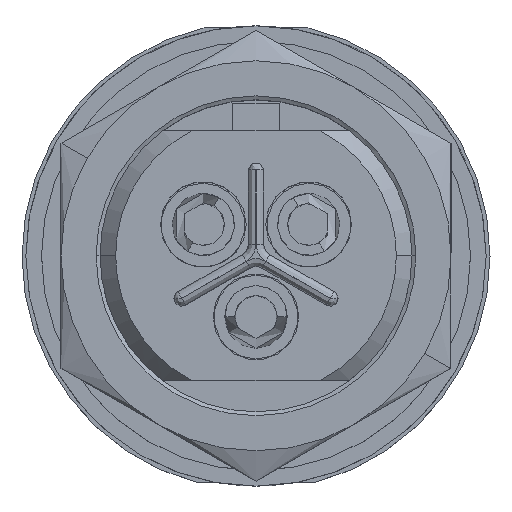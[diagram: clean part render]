
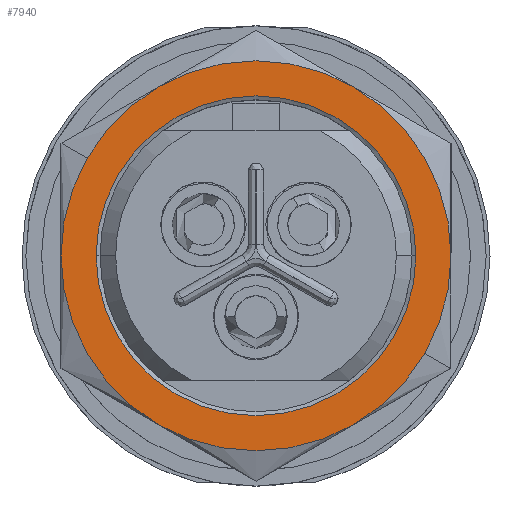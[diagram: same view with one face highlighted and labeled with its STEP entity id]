
A CAD part, top view. The second image highlights one B-rep face of the part: STEP entity #7940.
In plain terms, the highlighted face is planar.
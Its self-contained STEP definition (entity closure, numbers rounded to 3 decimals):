
#6300=CARTESIAN_POINT('',(-5.9,9.75,
-2.5));
#6310=VERTEX_POINT('',#6300);
#6920=CARTESIAN_POINT('',(-1.57,9.75,-5.));
#6930=VERTEX_POINT('',#6920);
#6960=CARTESIAN_POINT('',(-1.57,9.75,0.));
#6970=DIRECTION('',(0.,-1.,0.));
#6980=DIRECTION('',(0.5,0.,-0.866));
#6990=AXIS2_PLACEMENT_3D('',#6960,#6970,#6980);
#7000=CIRCLE('',#6990,5.);
#7010=EDGE_CURVE('',#6310,#6930,#7000,.T.);
#7110=CARTESIAN_POINT('',(0.93,9.75,-4.33));
#7120=VERTEX_POINT('',#7110);
#7170=EDGE_CURVE('',#6930,#7120,#7000,.T.);
#7480=CARTESIAN_POINT('',(-1.57,9.75,0.));
#7490=DIRECTION('',(0.,-1.,0.));
#7500=DIRECTION('',(0.,0.,-1.));
#7510=AXIS2_PLACEMENT_3D('',#7480,#7490,#7500);
#7520=PLANE('',#7510);
#7530=CARTESIAN_POINT('',(-5.9,9.75,2.5));
#7540=VERTEX_POINT('',#7530);
#7550=EDGE_CURVE('',#7540,#6310,#7000,.T.);
#7560=ORIENTED_EDGE('',*,*,#7550,.F.);
#7570=ORIENTED_EDGE('',*,*,#7010,.F.);
#7580=ORIENTED_EDGE('',*,*,#7170,.F.);
#7590=CARTESIAN_POINT('',(2.76,9.75,
-2.5));
#7600=VERTEX_POINT('',#7590);
#7610=EDGE_CURVE('',#7120,#7600,#7000,.T.);
#7620=ORIENTED_EDGE('',*,*,#7610,.F.);
#7630=CARTESIAN_POINT('',(2.76,9.75,
2.5));
#7640=VERTEX_POINT('',#7630);
#7650=EDGE_CURVE('',#7600,#7640,#7000,.T.);
#7660=ORIENTED_EDGE('',*,*,#7650,.F.);
#7670=CARTESIAN_POINT('',(-1.57,9.75,5.));
#7680=VERTEX_POINT('',#7670);
#7690=EDGE_CURVE('',#7640,#7680,#7000,.T.);
#7700=ORIENTED_EDGE('',*,*,#7690,.F.);
#7710=CARTESIAN_POINT('',(-4.07,9.75,4.33));
#7720=VERTEX_POINT('',#7710);
#7730=EDGE_CURVE('',#7680,#7720,#7000,.T.);
#7740=ORIENTED_EDGE('',*,*,#7730,.F.);
#7750=EDGE_CURVE('',#7720,#7540,#7000,.T.);
#7760=ORIENTED_EDGE('',*,*,#7750,.F.);
#7770=EDGE_LOOP('',(#7760,#7740,#7700,#7660,#7620,#7580,#7570,#7560));
#7780=FACE_OUTER_BOUND('',#7770,.T.);
#7790=CARTESIAN_POINT('',(-1.57,9.75,0.));
#7800=DIRECTION('',(0.,1.,0.));
#7810=DIRECTION('',(0.,0.,1.));
#7820=AXIS2_PLACEMENT_3D('',#7790,#7800,#7810);
#7830=CIRCLE('',#7820,4.1);
#7840=CARTESIAN_POINT('',(-1.57,9.75,4.1));
#7850=VERTEX_POINT('',#7840);
#7860=CARTESIAN_POINT('',(-1.57,9.75,-4.1));
#7870=VERTEX_POINT('',#7860);
#7880=EDGE_CURVE('',#7850,#7870,#7830,.T.);
#7890=ORIENTED_EDGE('',*,*,#7880,.F.);
#7900=EDGE_CURVE('',#7870,#7850,#7830,.T.);
#7910=ORIENTED_EDGE('',*,*,#7900,.F.);
#7920=EDGE_LOOP('',(#7910,#7890));
#7930=FACE_BOUND('',#7920,.T.);
#7940=ADVANCED_FACE('',(#7780,#7930),#7520,.F.);
